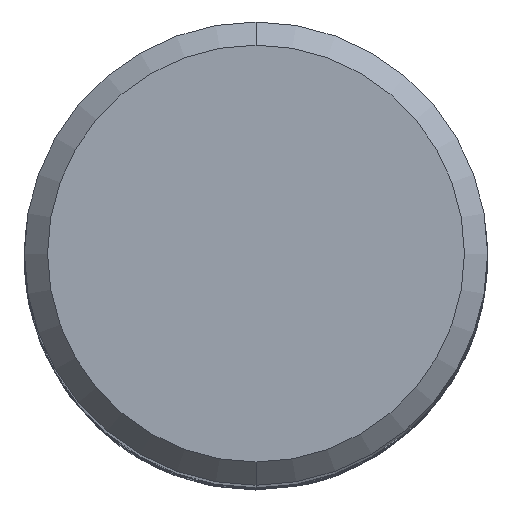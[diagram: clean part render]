
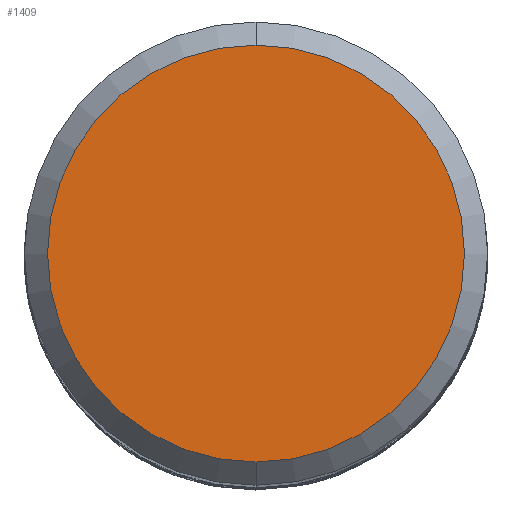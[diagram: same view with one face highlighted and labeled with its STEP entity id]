
A CAD part, top view. The second image highlights one B-rep face of the part: STEP entity #1409.
In plain terms, the highlighted planar face has unit normal (0, 0, 1).
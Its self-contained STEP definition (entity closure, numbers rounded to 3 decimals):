
#1409=ADVANCED_FACE('',(#3862),#3863,.T.);
#1563=VERTEX_POINT('',#4034);
#2051=EDGE_CURVE('',#1563,#2471,#4560,.T.);
#2145=EDGE_CURVE('',#2471,#1563,#4659,.T.);
#2471=VERTEX_POINT('',#5018);
#3862=FACE_OUTER_BOUND('',#9684,.T.);
#3863=PLANE('',#9685);
#4034=CARTESIAN_POINT('',(0.,-9.0,0.0));
#4560=CIRCLE('',#17206,9.0);
#4659=CIRCLE('',#18171,9.0);
#5018=CARTESIAN_POINT('',(0.0,9.0,0.0));
#9684=EDGE_LOOP('',(#34878,#34879));
#9685=AXIS2_PLACEMENT_3D('',#34880,#34881,#34882);
#17206=AXIS2_PLACEMENT_3D('',#35614,#35615,#35616);
#18171=AXIS2_PLACEMENT_3D('',#35696,#35697,#35698);
#34878=ORIENTED_EDGE('',*,*,#2145,.F.);
#34879=ORIENTED_EDGE('',*,*,#2051,.F.);
#34880=CARTESIAN_POINT('',(0.0,4.5,0.0));
#34881=DIRECTION('',(-0.0,0.0,1.0));
#34882=DIRECTION('',(0.0,-1.0,0.0));
#35614=CARTESIAN_POINT('',(0.0,0.0,0.0));
#35615=DIRECTION('',(0.0,0.0,-1.0));
#35616=DIRECTION('',(0.0,1.0,0.0));
#35696=CARTESIAN_POINT('',(0.0,0.0,0.0));
#35697=DIRECTION('',(0.0,0.0,-1.0));
#35698=DIRECTION('',(0.0,1.0,0.0));
